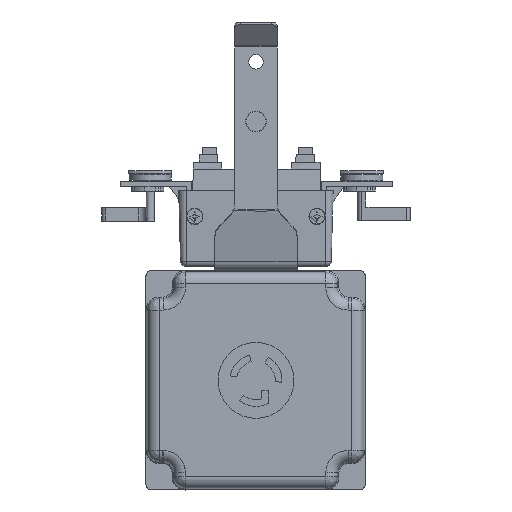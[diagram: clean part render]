
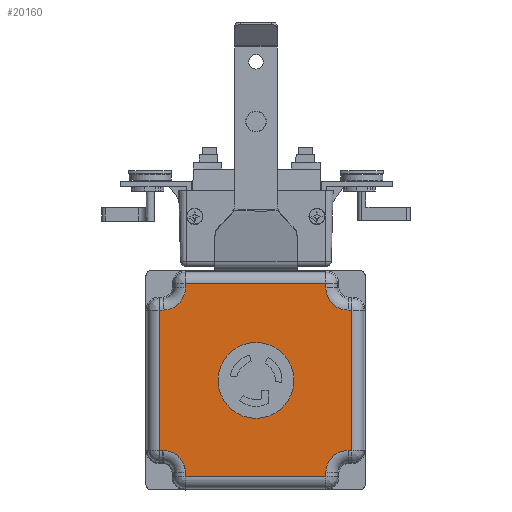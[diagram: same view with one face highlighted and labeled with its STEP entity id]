
A CAD part, front view. The second image highlights one B-rep face of the part: STEP entity #20160.
In plain terms, the highlighted planar face has unit normal (0, -1, 0).
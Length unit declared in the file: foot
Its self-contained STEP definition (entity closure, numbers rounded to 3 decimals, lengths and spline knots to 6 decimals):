
#2475=LINE('',#36815,#4533);
#2476=LINE('',#36817,#4534);
#2477=LINE('',#36819,#4535);
#2478=LINE('',#36823,#4536);
#2479=LINE('',#36825,#4537);
#2480=LINE('',#36827,#4538);
#2481=LINE('',#36831,#4539);
#2482=LINE('',#36833,#4540);
#2483=LINE('',#36835,#4541);
#2484=LINE('',#36839,#4542);
#2485=LINE('',#36841,#4543);
#2486=LINE('',#36842,#4544);
#4533=VECTOR('',#28760,1.);
#4534=VECTOR('',#28761,1.);
#4535=VECTOR('',#28762,1.);
#4536=VECTOR('',#28765,1.);
#4537=VECTOR('',#28766,1.);
#4538=VECTOR('',#28767,1.);
#4539=VECTOR('',#28770,1.);
#4540=VECTOR('',#28771,1.);
#4541=VECTOR('',#28772,1.);
#4542=VECTOR('',#28775,1.);
#4543=VECTOR('',#28776,1.);
#4544=VECTOR('',#28777,1.);
#5404=FACE_BOUND('',#7771,.T.);
#6443=FACE_OUTER_BOUND('',#7770,.T.);
#7770=EDGE_LOOP('',(#17169,#17170,#17171,#17172,#17173,#17174,#17175,#17176,
#17177,#17178,#17179,#17180,#17181,#17182,#17183,#17184));
#7771=EDGE_LOOP('',(#17185));
#8521=CIRCLE('',#23723,0.033851);
#8522=CIRCLE('',#23724,0.033851);
#8523=CIRCLE('',#23725,0.033851);
#8524=CIRCLE('',#23726,0.033851);
#8525=CIRCLE('',#23727,0.057643);
#9860=VERTEX_POINT('',#36811);
#9861=VERTEX_POINT('',#36812);
#9862=VERTEX_POINT('',#36814);
#9863=VERTEX_POINT('',#36816);
#9864=VERTEX_POINT('',#36818);
#9865=VERTEX_POINT('',#36820);
#9866=VERTEX_POINT('',#36822);
#9867=VERTEX_POINT('',#36824);
#9868=VERTEX_POINT('',#36826);
#9869=VERTEX_POINT('',#36828);
#9870=VERTEX_POINT('',#36830);
#9871=VERTEX_POINT('',#36832);
#9872=VERTEX_POINT('',#36834);
#9873=VERTEX_POINT('',#36836);
#9874=VERTEX_POINT('',#36838);
#9875=VERTEX_POINT('',#36840);
#9876=VERTEX_POINT('',#36843);
#12329=EDGE_CURVE('',#9860,#9861,#8521,.T.);
#12330=EDGE_CURVE('',#9861,#9862,#2475,.T.);
#12331=EDGE_CURVE('',#9862,#9863,#2476,.T.);
#12332=EDGE_CURVE('',#9863,#9864,#2477,.T.);
#12333=EDGE_CURVE('',#9864,#9865,#8522,.T.);
#12334=EDGE_CURVE('',#9865,#9866,#2478,.T.);
#12335=EDGE_CURVE('',#9866,#9867,#2479,.T.);
#12336=EDGE_CURVE('',#9867,#9868,#2480,.T.);
#12337=EDGE_CURVE('',#9868,#9869,#8523,.T.);
#12338=EDGE_CURVE('',#9869,#9870,#2481,.T.);
#12339=EDGE_CURVE('',#9870,#9871,#2482,.T.);
#12340=EDGE_CURVE('',#9871,#9872,#2483,.T.);
#12341=EDGE_CURVE('',#9872,#9873,#8524,.T.);
#12342=EDGE_CURVE('',#9873,#9874,#2484,.T.);
#12343=EDGE_CURVE('',#9874,#9875,#2485,.T.);
#12344=EDGE_CURVE('',#9875,#9860,#2486,.T.);
#12345=EDGE_CURVE('',#9876,#9876,#8525,.T.);
#17169=ORIENTED_EDGE('',*,*,#12329,.T.);
#17170=ORIENTED_EDGE('',*,*,#12330,.T.);
#17171=ORIENTED_EDGE('',*,*,#12331,.T.);
#17172=ORIENTED_EDGE('',*,*,#12332,.T.);
#17173=ORIENTED_EDGE('',*,*,#12333,.T.);
#17174=ORIENTED_EDGE('',*,*,#12334,.T.);
#17175=ORIENTED_EDGE('',*,*,#12335,.T.);
#17176=ORIENTED_EDGE('',*,*,#12336,.T.);
#17177=ORIENTED_EDGE('',*,*,#12337,.T.);
#17178=ORIENTED_EDGE('',*,*,#12338,.T.);
#17179=ORIENTED_EDGE('',*,*,#12339,.T.);
#17180=ORIENTED_EDGE('',*,*,#12340,.T.);
#17181=ORIENTED_EDGE('',*,*,#12341,.T.);
#17182=ORIENTED_EDGE('',*,*,#12342,.T.);
#17183=ORIENTED_EDGE('',*,*,#12343,.T.);
#17184=ORIENTED_EDGE('',*,*,#12344,.T.);
#17185=ORIENTED_EDGE('',*,*,#12345,.T.);
#18912=PLANE('',#23722);
#20160=ADVANCED_FACE('',(#6443,#5404),#18912,.T.);
#23722=AXIS2_PLACEMENT_3D('',#36810,#28756,#28757);
#23723=AXIS2_PLACEMENT_3D('',#36813,#28758,#28759);
#23724=AXIS2_PLACEMENT_3D('',#36821,#28763,#28764);
#23725=AXIS2_PLACEMENT_3D('',#36829,#28768,#28769);
#23726=AXIS2_PLACEMENT_3D('',#36837,#28773,#28774);
#23727=AXIS2_PLACEMENT_3D('',#36844,#28778,#28779);
#28756=DIRECTION('center_axis',(0.,-1.,0.));
#28757=DIRECTION('ref_axis',(0.,0.,-1.));
#28758=DIRECTION('center_axis',(0.,1.,0.));
#28759=DIRECTION('ref_axis',(1.,0.,0.));
#28760=DIRECTION('',(0.,0.,1.));
#28761=DIRECTION('',(-1.,0.,0.));
#28762=DIRECTION('',(0.,0.,-1.));
#28763=DIRECTION('center_axis',(0.,1.,0.));
#28764=DIRECTION('ref_axis',(1.,0.,0.));
#28765=DIRECTION('',(-1.,0.,0.));
#28766=DIRECTION('',(0.,0.,-1.));
#28767=DIRECTION('',(1.,0.,0.));
#28768=DIRECTION('center_axis',(0.,1.,0.));
#28769=DIRECTION('ref_axis',(1.,0.,0.));
#28770=DIRECTION('',(0.,0.,-1.));
#28771=DIRECTION('',(1.,0.,0.));
#28772=DIRECTION('',(0.,0.,1.));
#28773=DIRECTION('center_axis',(0.,1.,0.));
#28774=DIRECTION('ref_axis',(1.,0.,0.));
#28775=DIRECTION('',(1.,0.,0.));
#28776=DIRECTION('',(0.,0.,1.));
#28777=DIRECTION('',(-1.,0.,0.));
#28778=DIRECTION('center_axis',(0.,1.,0.));
#28779=DIRECTION('ref_axis',(1.,0.,0.));
#36810=CARTESIAN_POINT('Origin',(0.173848,-0.094672,
-0.1896));
#36811=CARTESIAN_POINT('',(0.139997,-0.094672,-0.223451));
#36812=CARTESIAN_POINT('',(0.106147,-0.094672,-0.1896));
#36813=CARTESIAN_POINT('Origin',(0.139997,-0.094672,
-0.1896));
#36814=CARTESIAN_POINT('',(0.106147,-0.094672,-0.183374));
#36815=CARTESIAN_POINT('',(0.106147,-0.094672,-0.1896));
#36816=CARTESIAN_POINT('',(-0.107382,-0.094672,-0.183374));
#36817=CARTESIAN_POINT('',(0.106147,-0.094672,-0.183374));
#36818=CARTESIAN_POINT('',(-0.107402,-0.094672,-0.1896));
#36819=CARTESIAN_POINT('',(-0.107382,-0.094672,-0.183374));
#36820=CARTESIAN_POINT('',(-0.141253,-0.094672,-0.223451));
#36821=CARTESIAN_POINT('Origin',(-0.141253,-0.094672,
-0.1896));
#36822=CARTESIAN_POINT('',(-0.147214,-0.094672,-0.223451));
#36823=CARTESIAN_POINT('',(-0.141253,-0.094672,-0.223451));
#36824=CARTESIAN_POINT('',(-0.147214,-0.094672,-0.436918));
#36825=CARTESIAN_POINT('',(-0.147214,-0.094672,-0.223451));
#36826=CARTESIAN_POINT('',(-0.141253,-0.094672,-0.436918));
#36827=CARTESIAN_POINT('',(-0.147214,-0.094672,-0.436918));
#36828=CARTESIAN_POINT('',(-0.107382,-0.094672,-0.470778));
#36829=CARTESIAN_POINT('Origin',(-0.141253,-0.094672,
-0.470769));
#36830=CARTESIAN_POINT('',(-0.107382,-0.094672,-0.476995));
#36831=CARTESIAN_POINT('',(-0.107382,-0.094672,-0.470778));
#36832=CARTESIAN_POINT('',(0.106147,-0.094672,-0.476995));
#36833=CARTESIAN_POINT('',(-0.107382,-0.094672,-0.476995));
#36834=CARTESIAN_POINT('',(0.106147,-0.094672,-0.470769));
#36835=CARTESIAN_POINT('',(0.106147,-0.094672,-0.476995));
#36836=CARTESIAN_POINT('',(0.139997,-0.094672,-0.436918));
#36837=CARTESIAN_POINT('Origin',(0.139997,-0.094672,
-0.470769));
#36838=CARTESIAN_POINT('',(0.145959,-0.094672,-0.436918));
#36839=CARTESIAN_POINT('',(0.139997,-0.094672,-0.436918));
#36840=CARTESIAN_POINT('',(0.145959,-0.094672,-0.223451));
#36841=CARTESIAN_POINT('',(0.145959,-0.094672,-0.436918));
#36842=CARTESIAN_POINT('',(0.145959,-0.094672,-0.223451));
#36843=CARTESIAN_POINT('',(-0.057674,-0.094672,-0.330344));
#36844=CARTESIAN_POINT('Origin',(-0.000031,-0.094672,
-0.330344));
